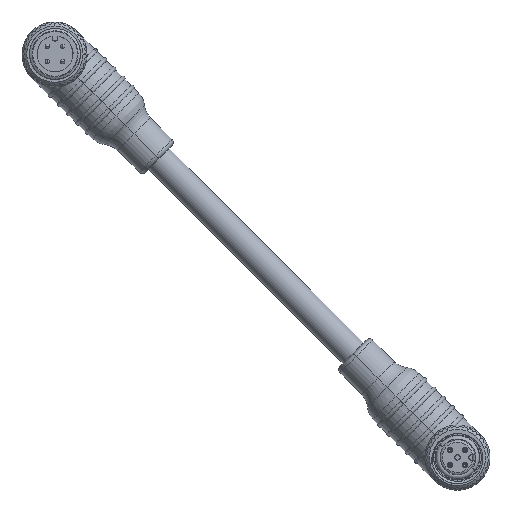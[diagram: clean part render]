
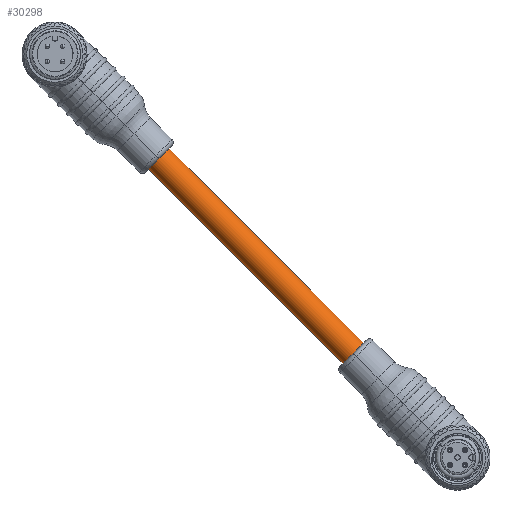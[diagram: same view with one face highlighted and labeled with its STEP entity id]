
A CAD part, top view. The second image highlights one B-rep face of the part: STEP entity #30298.
In plain terms, the highlighted cylindrical face has radius 3.35 mm (diameter 6.7 mm), a partial arc.
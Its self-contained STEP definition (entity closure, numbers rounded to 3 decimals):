
#8891=CARTESIAN_POINT('',(-24.042,24.042,-25.35));
#8892=DIRECTION('',(-0.707,0.707,0.));
#8893=DIRECTION('',(-0.707,-0.707,0.));
#8894=AXIS2_PLACEMENT_3D('',#8891,#8892,#8893);
#8924=CARTESIAN_POINT('',(-68.943,68.943,-25.35));
#8925=DIRECTION('',(-0.707,0.707,0.));
#8926=DIRECTION('',(-0.707,-0.707,0.));
#8927=AXIS2_PLACEMENT_3D('',#8924,#8925,#8926);
#8929=DIRECTION('',(-0.707,0.707,0.));
#8930=VECTOR('',#8929,63.5);
#8931=CARTESIAN_POINT('',(-26.41,21.673,-25.35));
#8932=LINE('',#8931,#8930);
#17817=DIRECTION('',(-0.707,0.707,0.));
#17818=VECTOR('',#17817,63.5);
#17819=CARTESIAN_POINT('',(-21.673,26.41,-25.35));
#17820=LINE('',#17819,#17818);
#19813=CARTESIAN_POINT('',(-26.41,21.673,-25.35));
#19814=CARTESIAN_POINT('',(-21.673,26.41,-25.35));
#19815=VERTEX_POINT('',#19813);
#19816=VERTEX_POINT('',#19814);
#21078=CARTESIAN_POINT('',(-71.312,66.574,-25.35));
#21079=CARTESIAN_POINT('',(-66.574,71.312,-25.35));
#21080=VERTEX_POINT('',#21078);
#21081=VERTEX_POINT('',#21079);
#30284=CARTESIAN_POINT('',(-24.042,24.042,-25.35));
#30285=DIRECTION('',(-0.707,0.707,0.));
#30286=DIRECTION('',(-0.707,-0.707,0.));
#30287=AXIS2_PLACEMENT_3D('',#30284,#30285,#30286);
#30288=CYLINDRICAL_SURFACE('',#30287,3.35);
#30290=ORIENTED_EDGE('',*,*,#30289,.T.);
#30292=ORIENTED_EDGE('',*,*,#30291,.F.);
#30293=ORIENTED_EDGE('',*,*,#30252,.F.);
#30295=ORIENTED_EDGE('',*,*,#30294,.T.);
#30296=EDGE_LOOP('',(#30290,#30292,#30293,#30295));
#30297=FACE_OUTER_BOUND('',#30296,.F.);
#30298=ADVANCED_FACE('',(#30297),#30288,.T.);
#8895=CIRCLE('',#8894,3.35);
#8928=CIRCLE('',#8927,3.35);
#30252=EDGE_CURVE('',#19815,#19816,#8895,.T.);
#30289=EDGE_CURVE('',#21080,#21081,#8928,.T.);
#30291=EDGE_CURVE('',#19816,#21081,#17820,.T.);
#30294=EDGE_CURVE('',#19815,#21080,#8932,.T.);
